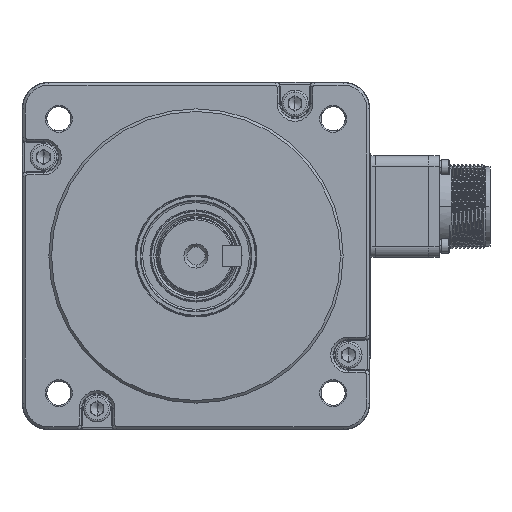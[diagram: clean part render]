
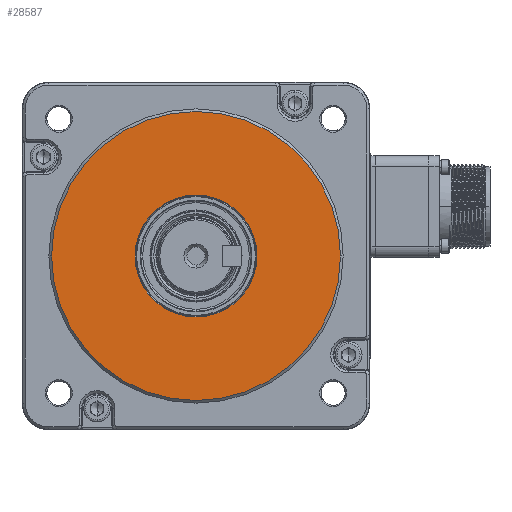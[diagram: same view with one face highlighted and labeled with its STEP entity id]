
A CAD part, left-side view. The second image highlights one B-rep face of the part: STEP entity #28587.
In plain terms, the highlighted planar face has unit normal (-1, 0, 0).
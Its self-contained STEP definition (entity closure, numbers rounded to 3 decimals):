
#971 = DIRECTION ( 'NONE',  ( 0., -1., 0. ) ) ;
#2121 = CARTESIAN_POINT ( 'NONE',  ( 57., 0., 0. ) ) ;
#2491 = EDGE_CURVE ( 'NONE', #34123, #41393, #48627, .T. ) ;
#2575 = AXIS2_PLACEMENT_3D ( 'NONE', #8596, #10096, #971 ) ;
#3378 = CARTESIAN_POINT ( 'NONE',  ( 57., -54., 0. ) ) ;
#3826 = VERTEX_POINT ( 'NONE', #44257 ) ;
#5140 = DIRECTION ( 'NONE',  ( 0., -1., 0. ) ) ;
#8296 = CIRCLE ( 'NONE', #48177, 22.789 ) ;
#8596 = CARTESIAN_POINT ( 'NONE',  ( 57., 0., 0. ) ) ;
#9245 = CARTESIAN_POINT ( 'NONE',  ( 57., 54., 0. ) ) ;
#9304 = EDGE_CURVE ( 'NONE', #41393, #34123, #47363, .T. ) ;
#10096 = DIRECTION ( 'NONE',  ( 1., 0., 0. ) ) ;
#10590 = CARTESIAN_POINT ( 'NONE',  ( 57., 0., 0. ) ) ;
#12803 = DIRECTION ( 'NONE',  ( -1., 0., 0. ) ) ;
#14250 = ORIENTED_EDGE ( 'NONE', *, *, #2491, .F. ) ;
#14812 = CARTESIAN_POINT ( 'NONE',  ( 57., -22.789, 0. ) ) ;
#17038 = AXIS2_PLACEMENT_3D ( 'NONE', #2121, #20143, #47122 ) ;
#18587 = DIRECTION ( 'NONE',  ( -1., 0., 0. ) ) ;
#20143 = DIRECTION ( 'NONE',  ( 1., 0., 0. ) ) ;
#22551 = EDGE_CURVE ( 'NONE', #50557, #3826, #50010, .T. ) ;
#26042 = ORIENTED_EDGE ( 'NONE', *, *, #22551, .F. ) ;
#26645 = EDGE_LOOP ( 'NONE', ( #14250, #35748 ) ) ;
#27703 = DIRECTION ( 'NONE',  ( 0., -1., 0. ) ) ;
#28587 = ADVANCED_FACE ( 'NONE', ( #32057, #40543 ), #57020, .F. ) ;
#30592 = AXIS2_PLACEMENT_3D ( 'NONE', #39848, #40718, #27703 ) ;
#32057 = FACE_OUTER_BOUND ( 'NONE', #26645, .T. ) ;
#34123 = VERTEX_POINT ( 'NONE', #3378 ) ;
#35345 = CARTESIAN_POINT ( 'NONE',  ( 57., 0., 0. ) ) ;
#35748 = ORIENTED_EDGE ( 'NONE', *, *, #9304, .F. ) ;
#38018 = AXIS2_PLACEMENT_3D ( 'NONE', #10590, #18587, #5140 ) ;
#39848 = CARTESIAN_POINT ( 'NONE',  ( 57., 0., 0. ) ) ;
#40543 = FACE_BOUND ( 'NONE', #56372, .T. ) ;
#40718 = DIRECTION ( 'NONE',  ( 1., 0., 0. ) ) ;
#41393 = VERTEX_POINT ( 'NONE', #9245 ) ;
#44257 = CARTESIAN_POINT ( 'NONE',  ( 57., 22.789, 0. ) ) ;
#47122 = DIRECTION ( 'NONE',  ( 0., -1., 0. ) ) ;
#47363 = CIRCLE ( 'NONE', #30592, 54. ) ;
#47741 = ORIENTED_EDGE ( 'NONE', *, *, #47913, .F. ) ;
#47913 = EDGE_CURVE ( 'NONE', #3826, #50557, #8296, .T. ) ;
#48177 = AXIS2_PLACEMENT_3D ( 'NONE', #35345, #12803, #53167 ) ;
#48627 = CIRCLE ( 'NONE', #17038, 54. ) ;
#50010 = CIRCLE ( 'NONE', #38018, 22.789 ) ;
#50557 = VERTEX_POINT ( 'NONE', #14812 ) ;
#53167 = DIRECTION ( 'NONE',  ( 0., -1., 0. ) ) ;
#56372 = EDGE_LOOP ( 'NONE', ( #47741, #26042 ) ) ;
#57020 = PLANE ( 'NONE',  #2575 ) ;
